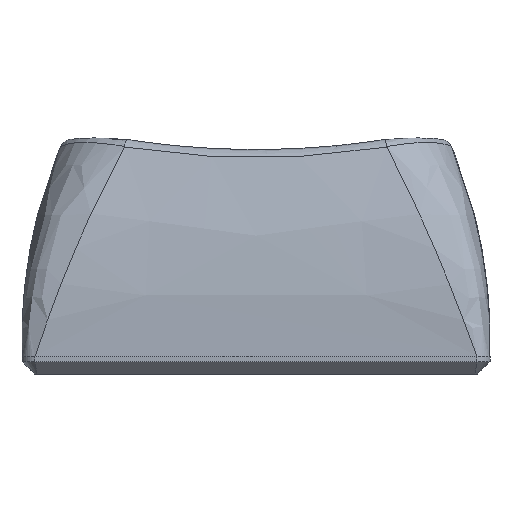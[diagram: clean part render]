
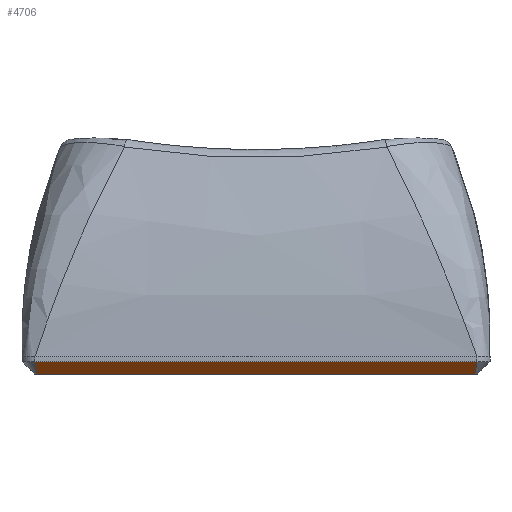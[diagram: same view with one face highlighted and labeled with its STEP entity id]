
A CAD part, front view. The second image highlights one B-rep face of the part: STEP entity #4706.
In plain terms, the highlighted planar face has unit normal (0, -0.707, -0.707).
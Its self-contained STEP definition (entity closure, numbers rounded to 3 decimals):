
#720 = PLANE('',#721);
#721 = AXIS2_PLACEMENT_3D('',#722,#723,#724);
#722 = CARTESIAN_POINT('',(-8.5,-9.,0.672));
#723 = DIRECTION('',(0.,-1.,0.));
#724 = DIRECTION('',(1.,0.,0.));
#1973 = VERTEX_POINT('',#1974);
#1974 = CARTESIAN_POINT('',(-8.5,-9.,0.48));
#2000 = EDGE_CURVE('',#1973,#2001,#2003,.T.);
#2001 = VERTEX_POINT('',#2002);
#2002 = CARTESIAN_POINT('',(8.5,-9.,0.48));
#2003 = SURFACE_CURVE('',#2004,(#2008,#2015),.PCURVE_S1.);
#2004 = LINE('',#2005,#2006);
#2005 = CARTESIAN_POINT('',(-8.5,-9.,0.48));
#2006 = VECTOR('',#2007,1.);
#2007 = DIRECTION('',(1.,0.,0.));
#2008 = PCURVE('',#720,#2009);
#2009 = DEFINITIONAL_REPRESENTATION('',(#2010),#2014);
#2010 = LINE('',#2011,#2012);
#2011 = CARTESIAN_POINT('',(0.,-0.192));
#2012 = VECTOR('',#2013,1.);
#2013 = DIRECTION('',(1.,0.));
#2014 = ( GEOMETRIC_REPRESENTATION_CONTEXT(2) 
PARAMETRIC_REPRESENTATION_CONTEXT() REPRESENTATION_CONTEXT('2D SPACE',''
  ) );
#2015 = PCURVE('',#2016,#2021);
#2016 = PLANE('',#2017);
#2017 = AXIS2_PLACEMENT_3D('',#2018,#2019,#2020);
#2018 = CARTESIAN_POINT('',(-8.5,-8.76,0.24));
#2019 = DIRECTION('',(0.,0.707,0.707)
  );
#2020 = DIRECTION('',(1.,0.,0.));
#2021 = DEFINITIONAL_REPRESENTATION('',(#2022),#2026);
#2022 = LINE('',#2023,#2024);
#2023 = CARTESIAN_POINT('',(0.,-0.339));
#2024 = VECTOR('',#2025,1.);
#2025 = DIRECTION('',(1.,0.));
#2026 = ( GEOMETRIC_REPRESENTATION_CONTEXT(2) 
PARAMETRIC_REPRESENTATION_CONTEXT() REPRESENTATION_CONTEXT('2D SPACE',''
  ) );
#3188 = CONICAL_SURFACE('',#3189,0.7,0.785);
#3189 = AXIS2_PLACEMENT_3D('',#3190,#3191,#3192);
#3190 = CARTESIAN_POINT('',(8.323,-8.323,0.48));
#3191 = DIRECTION('',(-0.,-0.,1.));
#3192 = DIRECTION('',(0.967,-0.253,0.));
#4706 = ADVANCED_FACE('',(#4707),#2016,.F.);
#4707 = FACE_BOUND('',#4708,.F.);
#4708 = EDGE_LOOP('',(#4709,#4744,#4745,#4775));
#4709 = ORIENTED_EDGE('',*,*,#4710,.F.);
#4710 = EDGE_CURVE('',#1973,#4711,#4713,.T.);
#4711 = VERTEX_POINT('',#4712);
#4712 = CARTESIAN_POINT('',(-8.42,-8.52,0.));
#4713 = SURFACE_CURVE('',#4714,(#4719,#4726),.PCURVE_S1.);
#4714 = PARABOLA('',#4715,0.008);
#4715 = AXIS2_PLACEMENT_3D('',#4716,#4717,#4718);
#4716 = CARTESIAN_POINT('',(-8.323,-8.311,
    -0.209));
#4717 = DIRECTION('',(0.,0.707,0.707)
  );
#4718 = DIRECTION('',(0.,-0.707,0.707)
  );
#4719 = PCURVE('',#2016,#4720);
#4720 = DEFINITIONAL_REPRESENTATION('',(#4721),#4725);
#4721 = B_SPLINE_CURVE_WITH_KNOTS('',2,(#4722,#4723,#4724),
  .UNSPECIFIED.,.F.,.F.,(3,3),(-0.177,-0.098),
  .PIECEWISE_BEZIER_KNOTS.);
#4722 = CARTESIAN_POINT('',(0.,-0.339));
#4723 = CARTESIAN_POINT('',(0.04,0.098));
#4724 = CARTESIAN_POINT('',(0.08,0.339));
#4725 = ( GEOMETRIC_REPRESENTATION_CONTEXT(2) 
PARAMETRIC_REPRESENTATION_CONTEXT() REPRESENTATION_CONTEXT('2D SPACE',''
  ) );
#4726 = PCURVE('',#4727,#4732);
#4727 = CONICAL_SURFACE('',#4728,0.7,0.785);
#4728 = AXIS2_PLACEMENT_3D('',#4729,#4730,#4731);
#4729 = CARTESIAN_POINT('',(-8.323,-8.323,0.48));
#4730 = DIRECTION('',(-0.,-0.,1.));
#4731 = DIRECTION('',(-0.253,-0.967,-0.));
#4732 = DEFINITIONAL_REPRESENTATION('',(#4733),#4743);
#4733 = B_SPLINE_CURVE_WITH_KNOTS('',8,(#4734,#4735,#4736,#4737,#4738,
    #4739,#4740,#4741,#4742),.UNSPECIFIED.,.F.,.F.,(9,9),(
    -0.177,-0.098),.PIECEWISE_BEZIER_KNOTS.);
#4734 = CARTESIAN_POINT('',(0.,0.));
#4735 = CARTESIAN_POINT('',(-0.014,-0.077));
#4736 = CARTESIAN_POINT('',(-0.03,-0.15));
#4737 = CARTESIAN_POINT('',(-0.048,-0.217));
#4738 = CARTESIAN_POINT('',(-0.069,-0.28));
#4739 = CARTESIAN_POINT('',(-0.094,-0.337));
#4740 = CARTESIAN_POINT('',(-0.123,-0.39));
#4741 = CARTESIAN_POINT('',(-0.158,-0.437));
#4742 = CARTESIAN_POINT('',(-0.203,-0.48));
#4743 = ( GEOMETRIC_REPRESENTATION_CONTEXT(2) 
PARAMETRIC_REPRESENTATION_CONTEXT() REPRESENTATION_CONTEXT('2D SPACE',''
  ) );
#4744 = ORIENTED_EDGE('',*,*,#2000,.T.);
#4745 = ORIENTED_EDGE('',*,*,#4746,.T.);
#4746 = EDGE_CURVE('',#2001,#4747,#4749,.T.);
#4747 = VERTEX_POINT('',#4748);
#4748 = CARTESIAN_POINT('',(8.42,-8.52,0.));
#4749 = SURFACE_CURVE('',#4750,(#4755,#4762),.PCURVE_S1.);
#4750 = PARABOLA('',#4751,0.008);
#4751 = AXIS2_PLACEMENT_3D('',#4752,#4753,#4754);
#4752 = CARTESIAN_POINT('',(8.323,-8.311,
    -0.209));
#4753 = DIRECTION('',(0.,-0.707,-0.707
    ));
#4754 = DIRECTION('',(0.,-0.707,0.707)
  );
#4755 = PCURVE('',#2016,#4756);
#4756 = DEFINITIONAL_REPRESENTATION('',(#4757),#4761);
#4757 = B_SPLINE_CURVE_WITH_KNOTS('',2,(#4758,#4759,#4760),
  .UNSPECIFIED.,.F.,.F.,(3,3),(-0.177,-0.098),
  .PIECEWISE_BEZIER_KNOTS.);
#4758 = CARTESIAN_POINT('',(17.,-0.339));
#4759 = CARTESIAN_POINT('',(16.96,0.098));
#4760 = CARTESIAN_POINT('',(16.92,0.339));
#4761 = ( GEOMETRIC_REPRESENTATION_CONTEXT(2) 
PARAMETRIC_REPRESENTATION_CONTEXT() REPRESENTATION_CONTEXT('2D SPACE',''
  ) );
#4762 = PCURVE('',#3188,#4763);
#4763 = DEFINITIONAL_REPRESENTATION('',(#4764),#4774);
#4764 = B_SPLINE_CURVE_WITH_KNOTS('',8,(#4765,#4766,#4767,#4768,#4769,
    #4770,#4771,#4772,#4773),.UNSPECIFIED.,.F.,.F.,(9,9),(
    -0.177,-0.098),.PIECEWISE_BEZIER_KNOTS.);
#4765 = CARTESIAN_POINT('',(-1.059,0.));
#4766 = CARTESIAN_POINT('',(-1.045,-0.077));
#4767 = CARTESIAN_POINT('',(-1.029,-0.15));
#4768 = CARTESIAN_POINT('',(-1.01,-0.217));
#4769 = CARTESIAN_POINT('',(-0.99,-0.28));
#4770 = CARTESIAN_POINT('',(-0.965,-0.337));
#4771 = CARTESIAN_POINT('',(-0.936,-0.39));
#4772 = CARTESIAN_POINT('',(-0.901,-0.437));
#4773 = CARTESIAN_POINT('',(-0.856,-0.48));
#4774 = ( GEOMETRIC_REPRESENTATION_CONTEXT(2) 
PARAMETRIC_REPRESENTATION_CONTEXT() REPRESENTATION_CONTEXT('2D SPACE',''
  ) );
#4775 = ORIENTED_EDGE('',*,*,#4776,.F.);
#4776 = EDGE_CURVE('',#4711,#4747,#4777,.T.);
#4777 = SURFACE_CURVE('',#4778,(#4782,#4789),.PCURVE_S1.);
#4778 = LINE('',#4779,#4780);
#4779 = CARTESIAN_POINT('',(-8.5,-8.52,0.));
#4780 = VECTOR('',#4781,1.);
#4781 = DIRECTION('',(1.,0.,0.));
#4782 = PCURVE('',#2016,#4783);
#4783 = DEFINITIONAL_REPRESENTATION('',(#4784),#4788);
#4784 = LINE('',#4785,#4786);
#4785 = CARTESIAN_POINT('',(0.,0.339));
#4786 = VECTOR('',#4787,1.);
#4787 = DIRECTION('',(1.,0.));
#4788 = ( GEOMETRIC_REPRESENTATION_CONTEXT(2) 
PARAMETRIC_REPRESENTATION_CONTEXT() REPRESENTATION_CONTEXT('2D SPACE',''
  ) );
#4789 = PCURVE('',#4790,#4795);
#4790 = PLANE('',#4791);
#4791 = AXIS2_PLACEMENT_3D('',#4792,#4793,#4794);
#4792 = CARTESIAN_POINT('',(8.5,9.,0.));
#4793 = DIRECTION('',(0.,0.,-1.));
#4794 = DIRECTION('',(-1.,0.,0.));
#4795 = DEFINITIONAL_REPRESENTATION('',(#4796),#4800);
#4796 = LINE('',#4797,#4798);
#4797 = CARTESIAN_POINT('',(17.,-17.52));
#4798 = VECTOR('',#4799,1.);
#4799 = DIRECTION('',(-1.,0.));
#4800 = ( GEOMETRIC_REPRESENTATION_CONTEXT(2) 
PARAMETRIC_REPRESENTATION_CONTEXT() REPRESENTATION_CONTEXT('2D SPACE',''
  ) );
